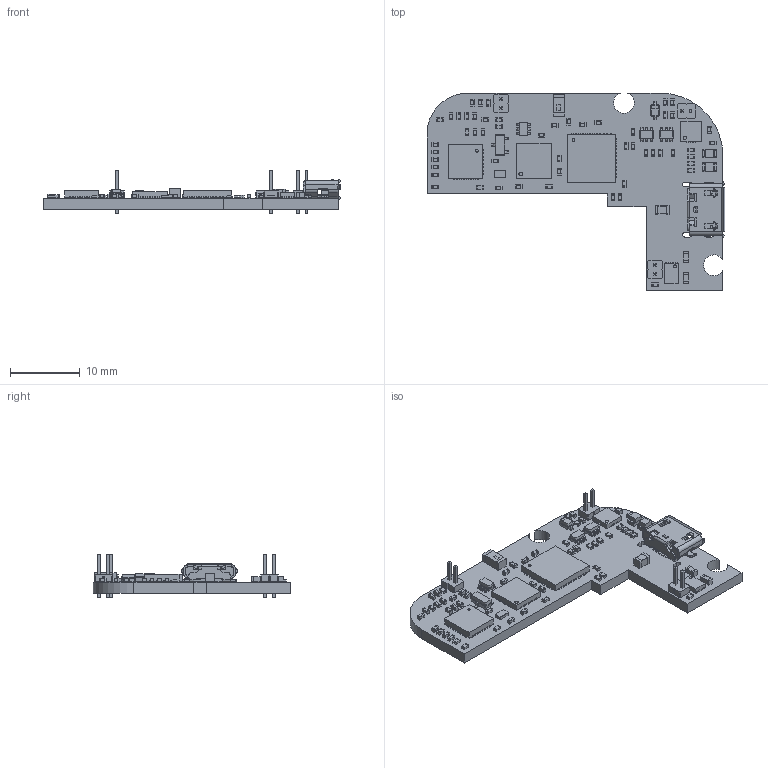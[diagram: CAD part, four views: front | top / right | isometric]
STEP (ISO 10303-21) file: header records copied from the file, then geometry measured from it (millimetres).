
FILE_DESCRIPTION(('KiCad electronic assembly'),'2;1');
FILE_NAME('Leo_muziekdoos.step','2021-10-09T11:53:53',('An Author'),( 'A Company'),'Open CASCADE STEP processor 7.5', 'KiCad to STEP converter','Unknown');
FILE_SCHEMA(('AUTOMOTIVE_DESIGN { 1 0 10303 214 1 1 1 1 }'));
Length unit declared in the file: millimetre
Products named in the file (38): Open CASCADE STEP translator 7.5 1; C_0805_2012Metric; SOLID; SOT-363_SC-70-6; QFN-28-1EP_5x5mm_P0.5mm_EP3.35x3.35mm; R_0402_1005Metric; C_0402_1005Metric; PinHeader_1x02_P1.27mm_Vertical; Johanson_2450AT18x100; USB_Micro-B_Molex_47346-0001; SOT-23; QFN-48-1EP_7x7mm_P0.5mm_EP5.3x5.3mm; L_0402_1005Metric; QFN-12-1EP_3x3mm_P0.5mm_EP1.65x1.65mm; C_0603_1608Metric; DFN-8-1EP_3x2mm_P0.5mm_EP1.75x1.45mm; Crystal_SMD_MicroCrystal_CM9V-T1A-2Pin_1.6x1.0mm; QFN-32-1EP_5x5mm_P0.5mm_EP3.6x3.6mm; D_SOD-323; LED_0805_2012Metric; COMPOUND
Assembly tree (93 placements, depth 3):
  Open CASCADE STEP translator 7.5 1
    C_0805_2012Metric
      SOLID
    SOT-363_SC-70-6  x3
      SOLID
    QFN-28-1EP_5x5mm_P0.5mm_EP3.35x3.35mm
      SOLID
    R_0402_1005Metric  x23
      SOLID
    C_0402_1005Metric  x27
      SOLID
    PinHeader_1x02_P1.27mm_Vertical  x3
      SOLID
    Johanson_2450AT18x100
      SOLID
    USB_Micro-B_Molex_47346-0001
      SOLID
    SOT-23
      SOLID
    QFN-48-1EP_7x7mm_P0.5mm_EP5.3x5.3mm
      SOLID
    L_0402_1005Metric  x3
      SOLID
    QFN-12-1EP_3x3mm_P0.5mm_EP1.65x1.65mm
      SOLID
    C_0603_1608Metric  x2
      SOLID
    DFN-8-1EP_3x2mm_P0.5mm_EP1.75x1.45mm
      SOLID
    Crystal_SMD_MicroCrystal_CM9V-T1A-2Pin_1.6x1.0mm
      SOLID
    QFN-32-1EP_5x5mm_P0.5mm_EP3.6x3.6mm
      SOLID
    D_SOD-323
      SOLID
    LED_0805_2012Metric  x2
      SOLID
    COMPOUND
Bounding box: 42.8 x 28.42 x 6.3 mm (x, y, z)
Volume: 1388.7 mm3; surface area: 2718.9 mm2
Topology: 75 solids, 75 shells, 3717 faces, 9977 edges, 6490 vertices
Faces by surface type: plane 2641, cylinder 929, bspline 143, sphere 4
Full cylindrical faces by diameter (mm): 0.2 x9, 0.3 x9, 0.4 x3, 0.5 x2, 0.55 x2, 0.65 x6
Entity records: 148884 total; most frequent: CARTESIAN_POINT 26429, DIRECTION 20068, LINE 14380, VECTOR 14380, ORIENTED_EDGE 10872, PCURVE 10872, DEFINITIONAL_REPRESENTATION 10872, EDGE_CURVE 5436
